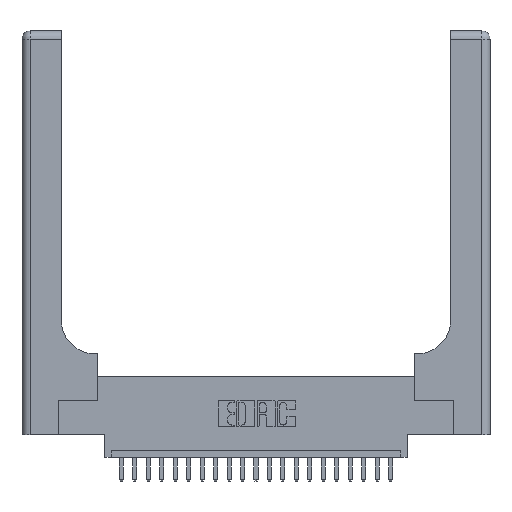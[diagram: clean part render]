
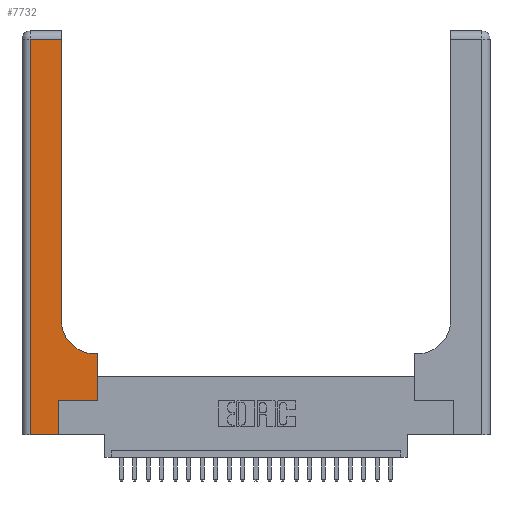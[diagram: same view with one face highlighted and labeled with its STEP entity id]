
A CAD part, top view. The second image highlights one B-rep face of the part: STEP entity #7732.
In plain terms, the highlighted planar face has unit normal (0, 0, 1).
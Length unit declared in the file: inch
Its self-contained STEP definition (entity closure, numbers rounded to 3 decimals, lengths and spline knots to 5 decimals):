
#180 = ORIENTED_EDGE ( 'NONE', *, *, #338, .T. ) ;
#210 = VERTEX_POINT ( 'NONE', #7312 ) ;
#338 = EDGE_CURVE ( 'NONE', #23038, #8739, #16546, .T. ) ;
#1110 = EDGE_CURVE ( 'NONE', #1212, #16817, #17054, .T. ) ;
#1212 = VERTEX_POINT ( 'NONE', #4660 ) ;
#1775 = CARTESIAN_POINT ( 'NONE',  ( 0.269, 0., 0.37 ) ) ;
#2359 = EDGE_CURVE ( 'NONE', #13570, #5042, #21342, .T. ) ;
#3280 = ORIENTED_EDGE ( 'NONE', *, *, #10377, .T. ) ;
#4660 = CARTESIAN_POINT ( 'NONE',  ( 0.06, 2.94, 0.37 ) ) ;
#4943 = DIRECTION ( 'NONE',  ( 0., 1., 0. ) ) ;
#5042 = VERTEX_POINT ( 'NONE', #23696 ) ;
#5077 = DIRECTION ( 'NONE',  ( 0., 0., -1. ) ) ;
#5362 = PLANE ( 'NONE',  #13311 ) ;
#5402 = ORIENTED_EDGE ( 'NONE', *, *, #1110, .T. ) ;
#5799 = ORIENTED_EDGE ( 'NONE', *, *, #10488, .T. ) ;
#5806 = EDGE_LOOP ( 'NONE', ( #9659, #15021, #5402, #3280, #19712, #180, #9005, #6747, #5799 ) ) ;
#6322 = VECTOR ( 'NONE', #14884, 39.37008 ) ;
#6360 = LINE ( 'NONE', #16145, #7795 ) ;
#6524 = DIRECTION ( 'NONE',  ( 1., 0., 0. ) ) ;
#6685 = EDGE_CURVE ( 'NONE', #19019, #12147, #15603, .T. ) ;
#6747 = ORIENTED_EDGE ( 'NONE', *, *, #6685, .T. ) ;
#7312 = CARTESIAN_POINT ( 'NONE',  ( 0.269, 0., 0.37 ) ) ;
#7732 = ADVANCED_FACE ( 'NONE', ( #10300 ), #5362, .F. ) ;
#7795 = VECTOR ( 'NONE', #6524, 39.37008 ) ;
#8558 = CARTESIAN_POINT ( 'NONE',  ( 0., 3., 0.37 ) ) ;
#8631 = CARTESIAN_POINT ( 'NONE',  ( 0.06, 3., 0.37 ) ) ;
#8733 = LINE ( 'NONE', #20671, #23261 ) ;
#8739 = VERTEX_POINT ( 'NONE', #17371 ) ;
#9005 = ORIENTED_EDGE ( 'NONE', *, *, #15726, .T. ) ;
#9659 = ORIENTED_EDGE ( 'NONE', *, *, #2359, .T. ) ;
#9741 = CARTESIAN_POINT ( 'NONE',  ( 0.2915, 0.85, 0.37 ) ) ;
#9752 = CARTESIAN_POINT ( 'NONE',  ( 0.2915, 0.6, 0.37 ) ) ;
#10300 = FACE_OUTER_BOUND ( 'NONE', #5806, .T. ) ;
#10377 = EDGE_CURVE ( 'NONE', #16817, #210, #6360, .T. ) ;
#10488 = EDGE_CURVE ( 'NONE', #12147, #13570, #12766, .T. ) ;
#11579 = EDGE_CURVE ( 'NONE', #210, #23038, #23460, .T. ) ;
#11662 = CARTESIAN_POINT ( 'NONE',  ( 0.269, 0.25, 0.37 ) ) ;
#12128 = VECTOR ( 'NONE', #21464, 39.37008 ) ;
#12147 = VERTEX_POINT ( 'NONE', #19693 ) ;
#12347 = EDGE_CURVE ( 'NONE', #5042, #1212, #20218, .T. ) ;
#12766 = CIRCLE ( 'NONE', #22680, 0.25 ) ;
#12878 = DIRECTION ( 'NONE',  ( 1., 0., 0. ) ) ;
#13311 = AXIS2_PLACEMENT_3D ( 'NONE', #8558, #5077, #17126 ) ;
#13570 = VERTEX_POINT ( 'NONE', #9741 ) ;
#14604 = CARTESIAN_POINT ( 'NONE',  ( 0.06, 0., 0.37 ) ) ;
#14628 = DIRECTION ( 'NONE',  ( -1., 0., 0. ) ) ;
#14884 = DIRECTION ( 'NONE',  ( 1., 0., 0. ) ) ;
#15021 = ORIENTED_EDGE ( 'NONE', *, *, #12347, .T. ) ;
#15309 = VECTOR ( 'NONE', #18058, 39.37008 ) ;
#15603 = LINE ( 'NONE', #9752, #21377 ) ;
#15726 = EDGE_CURVE ( 'NONE', #8739, #19019, #8733, .T. ) ;
#16021 = CARTESIAN_POINT ( 'NONE',  ( 0.2915, 3., 0.37 ) ) ;
#16145 = CARTESIAN_POINT ( 'NONE',  ( 0., 0., 0.37 ) ) ;
#16546 = LINE ( 'NONE', #11662, #6322 ) ;
#16817 = VERTEX_POINT ( 'NONE', #14604 ) ;
#17054 = LINE ( 'NONE', #8631, #12128 ) ;
#17126 = DIRECTION ( 'NONE',  ( -1., 0., 0. ) ) ;
#17371 = CARTESIAN_POINT ( 'NONE',  ( 0.5585, 0.25, 0.37 ) ) ;
#17745 = CARTESIAN_POINT ( 'NONE',  ( 0.269, 0.25, 0.37 ) ) ;
#18058 = DIRECTION ( 'NONE',  ( -1., 0., 0. ) ) ;
#18211 = DIRECTION ( 'NONE',  ( 0., 1., 0. ) ) ;
#19019 = VERTEX_POINT ( 'NONE', #20258 ) ;
#19693 = CARTESIAN_POINT ( 'NONE',  ( 0.5415, 0.6, 0.37 ) ) ;
#19712 = ORIENTED_EDGE ( 'NONE', *, *, #11579, .T. ) ;
#20218 = LINE ( 'NONE', #21937, #15309 ) ;
#20258 = CARTESIAN_POINT ( 'NONE',  ( 0.5585, 0.6, 0.37 ) ) ;
#20269 = VECTOR ( 'NONE', #18211, 39.37008 ) ;
#20671 = CARTESIAN_POINT ( 'NONE',  ( 0.5585, 0.25, 0.37 ) ) ;
#21169 = DIRECTION ( 'NONE',  ( 0., 1., 0. ) ) ;
#21342 = LINE ( 'NONE', #16021, #23923 ) ;
#21377 = VECTOR ( 'NONE', #14628, 39.37008 ) ;
#21464 = DIRECTION ( 'NONE',  ( 0., -1., 0. ) ) ;
#21937 = CARTESIAN_POINT ( 'NONE',  ( 0., 2.94, 0.37 ) ) ;
#21945 = CARTESIAN_POINT ( 'NONE',  ( 0.5415, 0.85, 0.37 ) ) ;
#22680 = AXIS2_PLACEMENT_3D ( 'NONE', #21945, #23950, #12878 ) ;
#23038 = VERTEX_POINT ( 'NONE', #17745 ) ;
#23261 = VECTOR ( 'NONE', #21169, 39.37008 ) ;
#23460 = LINE ( 'NONE', #1775, #20269 ) ;
#23696 = CARTESIAN_POINT ( 'NONE',  ( 0.2915, 2.94, 0.37 ) ) ;
#23923 = VECTOR ( 'NONE', #4943, 39.37008 ) ;
#23950 = DIRECTION ( 'NONE',  ( 0., 0., -1. ) ) ;
